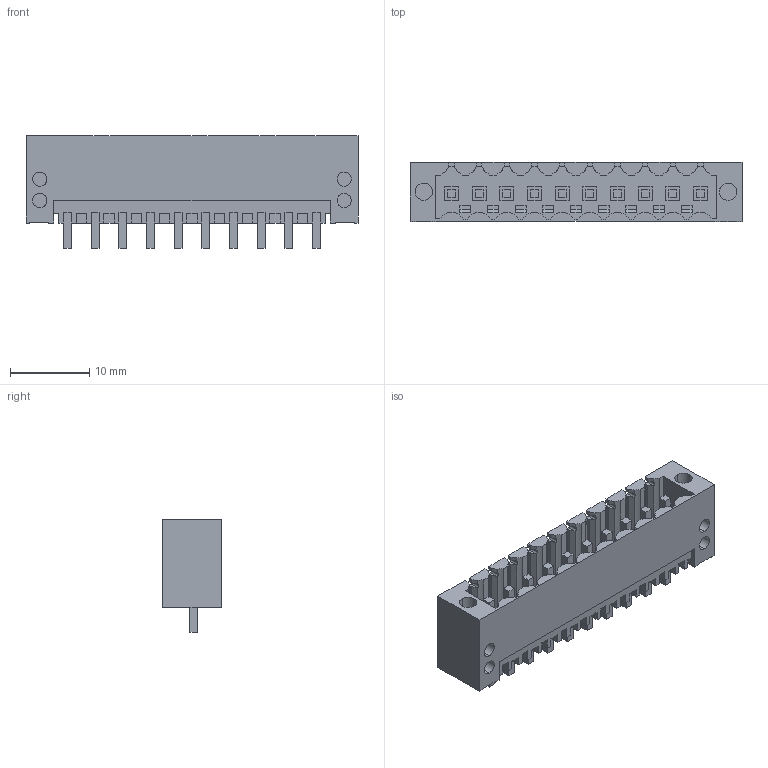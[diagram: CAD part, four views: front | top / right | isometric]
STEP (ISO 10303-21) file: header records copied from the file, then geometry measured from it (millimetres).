
FILE_DESCRIPTION(('CATIA V5 STEP Exchange','CAx-IF Rec.Pracs.--- Model Styling and Organization---1.2---2011-12-15'),'2;1');
FILE_NAME ('D1457300_0_1842850000_1842850000.stp','2018-03-13T12:19:57+00:00',('none'),('Weidmueller'),'CATIA Version 5-6 Release 2014','CATIA V5 STEP AP214','none');
FILE_SCHEMA(('AUTOMOTIVE_DESIGN { 1 0 10303 214 1 1 1 1 }'));
Length unit declared in the file: millimetre
Products named in the file (1): 1842850000
Bounding box: 42 x 7.45 x 14.25 mm (x, y, z)
Volume: 1558.5 mm3; surface area: 3858.8 mm2
Topology: 11 solids, 11 shells, 832 faces, 2417 edges, 1640 vertices
Faces by surface type: plane 740, cylinder 92
Entity records: 28508 total; most frequent: CARTESIAN_POINT 5953, ORIENTED_EDGE 4834, DIRECTION 3903, EDGE_CURVE 2417, VECTOR 2193, LINE 2193, VERTEX_POINT 1640, EDGE_LOOP 885
